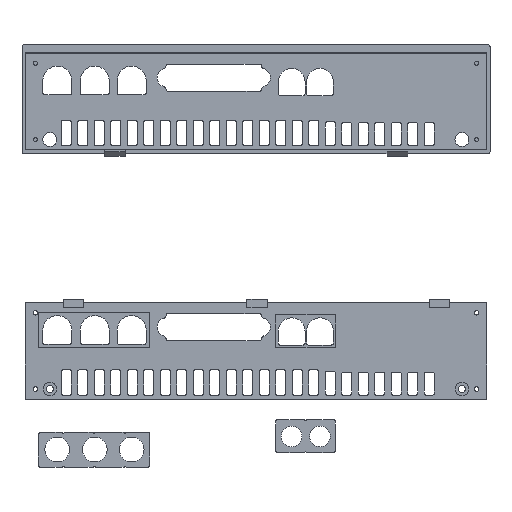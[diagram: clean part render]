
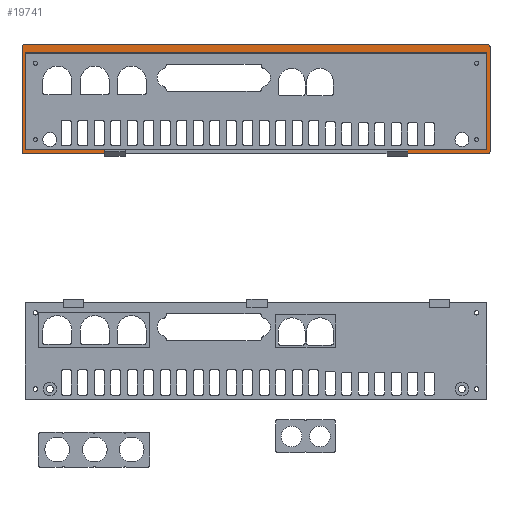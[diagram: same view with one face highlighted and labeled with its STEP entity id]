
A CAD part, top view. The second image highlights one B-rep face of the part: STEP entity #19741.
In plain terms, the highlighted planar face has unit normal (0, 0, 1).
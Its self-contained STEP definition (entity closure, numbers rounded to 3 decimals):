
#19602=CARTESIAN_POINT('',(238.,121.,2.));
#19603=DIRECTION('',(0.,0.,1.));
#19604=DIRECTION('',(1.,0.,0.));
#19605=AXIS2_PLACEMENT_3D('',#19602,#19603,#19604);
#19606=PLANE('',#19605);
#19607=CARTESIAN_POINT('',(465.,173.,2.));
#19608=VERTEX_POINT('',#19607);
#19609=CARTESIAN_POINT('',(464.,174.,2.));
#19610=VERTEX_POINT('',#19609);
#19611=CARTESIAN_POINT('',(464.,173.,2.));
#19612=DIRECTION('',(-0.,-0.,1.));
#19613=DIRECTION('',(-1.,0.,0.));
#19614=AXIS2_PLACEMENT_3D('',#19611,#19612,#19613);
#19615=CIRCLE('',#19614,1.);
#19616=EDGE_CURVE('',#19608,#19610,#19615,.T.);
#19617=ORIENTED_EDGE('',*,*,#19616,.T.);
#19618=CARTESIAN_POINT('',(239.,174.,2.));
#19619=VERTEX_POINT('',#19618);
#19620=CARTESIAN_POINT('',(239.,174.,2.));
#19621=DIRECTION('',(1.,0.,-0.));
#19622=VECTOR('',#19621,225.);
#19623=LINE('',#19620,#19622);
#19624=EDGE_CURVE('',#19619,#19610,#19623,.T.);
#19625=ORIENTED_EDGE('',*,*,#19624,.F.);
#19626=CARTESIAN_POINT('',(238.,173.,2.));
#19627=VERTEX_POINT('',#19626);
#19628=CARTESIAN_POINT('',(239.,173.,2.));
#19629=DIRECTION('',(-0.,-0.,1.));
#19630=DIRECTION('',(-1.,0.,0.));
#19631=AXIS2_PLACEMENT_3D('',#19628,#19629,#19630);
#19632=CIRCLE('',#19631,1.);
#19633=EDGE_CURVE('',#19619,#19627,#19632,.T.);
#19634=ORIENTED_EDGE('',*,*,#19633,.T.);
#19635=CARTESIAN_POINT('',(238.,122.,2.));
#19636=VERTEX_POINT('',#19635);
#19637=CARTESIAN_POINT('',(238.,122.,2.));
#19638=DIRECTION('',(0.,1.,0.));
#19639=VECTOR('',#19638,51.);
#19640=LINE('',#19637,#19639);
#19641=EDGE_CURVE('',#19636,#19627,#19640,.T.);
#19642=ORIENTED_EDGE('',*,*,#19641,.F.);
#19643=CARTESIAN_POINT('',(239.,121.,2.));
#19644=VERTEX_POINT('',#19643);
#19645=CARTESIAN_POINT('',(239.,122.,2.));
#19646=DIRECTION('',(-0.,-0.,1.));
#19647=DIRECTION('',(-1.,0.,0.));
#19648=AXIS2_PLACEMENT_3D('',#19645,#19646,#19647);
#19649=CIRCLE('',#19648,1.);
#19650=EDGE_CURVE('',#19636,#19644,#19649,.T.);
#19651=ORIENTED_EDGE('',*,*,#19650,.T.);
#19652=CARTESIAN_POINT('',(278.043,121.,2.));
#19653=VERTEX_POINT('',#19652);
#19654=CARTESIAN_POINT('',(278.043,121.,2.));
#19655=DIRECTION('',(-1.,-0.,0.));
#19656=VECTOR('',#19655,39.043);
#19657=LINE('',#19654,#19656);
#19658=EDGE_CURVE('',#19653,#19644,#19657,.T.);
#19659=ORIENTED_EDGE('',*,*,#19658,.F.);
#19660=CARTESIAN_POINT('',(278.043,122.965,2.));
#19661=VERTEX_POINT('',#19660);
#19662=CARTESIAN_POINT('',(278.043,122.965,2.));
#19663=DIRECTION('',(-0.,-1.,-0.));
#19664=VECTOR('',#19663,1.965);
#19665=LINE('',#19662,#19664);
#19666=EDGE_CURVE('',#19661,#19653,#19665,.T.);
#19667=ORIENTED_EDGE('',*,*,#19666,.F.);
#19668=CARTESIAN_POINT('',(239.5,122.965,2.));
#19669=VERTEX_POINT('',#19668);
#19670=CARTESIAN_POINT('',(278.043,122.965,2.));
#19671=DIRECTION('',(-1.,-0.,0.));
#19672=VECTOR('',#19671,38.543);
#19673=LINE('',#19670,#19672);
#19674=EDGE_CURVE('',#19661,#19669,#19673,.T.);
#19675=ORIENTED_EDGE('',*,*,#19674,.T.);
#19676=CARTESIAN_POINT('',(239.5,169.965,2.));
#19677=VERTEX_POINT('',#19676);
#19678=CARTESIAN_POINT('',(239.5,122.965,2.));
#19679=DIRECTION('',(0.,1.,0.));
#19680=VECTOR('',#19679,47.);
#19681=LINE('',#19678,#19680);
#19682=EDGE_CURVE('',#19669,#19677,#19681,.T.);
#19683=ORIENTED_EDGE('',*,*,#19682,.T.);
#19684=CARTESIAN_POINT('',(463.5,169.965,2.));
#19685=VERTEX_POINT('',#19684);
#19686=CARTESIAN_POINT('',(239.5,169.965,2.));
#19687=DIRECTION('',(1.,0.,-0.));
#19688=VECTOR('',#19687,224.);
#19689=LINE('',#19686,#19688);
#19690=EDGE_CURVE('',#19677,#19685,#19689,.T.);
#19691=ORIENTED_EDGE('',*,*,#19690,.T.);
#19692=CARTESIAN_POINT('',(463.5,122.965,2.));
#19693=VERTEX_POINT('',#19692);
#19694=CARTESIAN_POINT('',(463.5,169.965,2.));
#19695=DIRECTION('',(-0.,-1.,-0.));
#19696=VECTOR('',#19695,47.);
#19697=LINE('',#19694,#19696);
#19698=EDGE_CURVE('',#19685,#19693,#19697,.T.);
#19699=ORIENTED_EDGE('',*,*,#19698,.T.);
#19700=CARTESIAN_POINT('',(425.041,122.965,2.));
#19701=VERTEX_POINT('',#19700);
#19702=CARTESIAN_POINT('',(463.5,122.965,2.));
#19703=DIRECTION('',(-1.,-0.,0.));
#19704=VECTOR('',#19703,38.459);
#19705=LINE('',#19702,#19704);
#19706=EDGE_CURVE('',#19693,#19701,#19705,.T.);
#19707=ORIENTED_EDGE('',*,*,#19706,.T.);
#19708=CARTESIAN_POINT('',(425.041,121.,2.));
#19709=VERTEX_POINT('',#19708);
#19710=CARTESIAN_POINT('',(425.041,121.,2.));
#19711=DIRECTION('',(0.,1.,0.));
#19712=VECTOR('',#19711,1.965);
#19713=LINE('',#19710,#19712);
#19714=EDGE_CURVE('',#19709,#19701,#19713,.T.);
#19715=ORIENTED_EDGE('',*,*,#19714,.F.);
#19716=CARTESIAN_POINT('',(464.,121.,2.));
#19717=VERTEX_POINT('',#19716);
#19718=CARTESIAN_POINT('',(464.,121.,2.));
#19719=DIRECTION('',(-1.,-0.,0.));
#19720=VECTOR('',#19719,38.959);
#19721=LINE('',#19718,#19720);
#19722=EDGE_CURVE('',#19717,#19709,#19721,.T.);
#19723=ORIENTED_EDGE('',*,*,#19722,.F.);
#19724=CARTESIAN_POINT('',(465.,122.,2.));
#19725=VERTEX_POINT('',#19724);
#19726=CARTESIAN_POINT('',(464.,122.,2.));
#19727=DIRECTION('',(-0.,-0.,1.));
#19728=DIRECTION('',(-1.,0.,0.));
#19729=AXIS2_PLACEMENT_3D('',#19726,#19727,#19728);
#19730=CIRCLE('',#19729,1.);
#19731=EDGE_CURVE('',#19717,#19725,#19730,.T.);
#19732=ORIENTED_EDGE('',*,*,#19731,.T.);
#19733=CARTESIAN_POINT('',(465.,173.,2.));
#19734=DIRECTION('',(-0.,-1.,-0.));
#19735=VECTOR('',#19734,51.);
#19736=LINE('',#19733,#19735);
#19737=EDGE_CURVE('',#19608,#19725,#19736,.T.);
#19738=ORIENTED_EDGE('',*,*,#19737,.F.);
#19739=EDGE_LOOP('',(#19617,#19625,#19634,#19642,#19651,#19659,#19667,#19675,#19683,#19691,#19699,#19707,#19715,#19723,#19732,#19738));
#19740=FACE_BOUND('',#19739,.T.);
#19741=ADVANCED_FACE('',(#19740),#19606,.T.);
